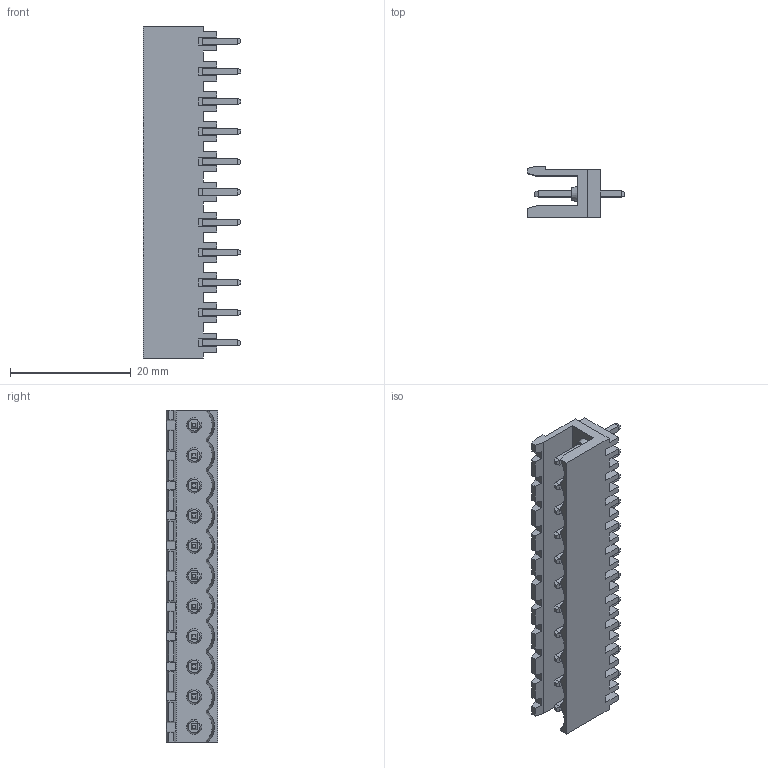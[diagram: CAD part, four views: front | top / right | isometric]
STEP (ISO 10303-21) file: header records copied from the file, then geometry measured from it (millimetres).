
FILE_DESCRIPTION(('STEP AP214'),'1');
FILE_NAME('PV11-5-V.stp','2021-03-31T15:20:52',(' '),(' '),'Spatial InterOp 3D',' ',' ');
FILE_SCHEMA(('automotive_design'));
Length unit declared in the file: metre
Products named in the file (1): 1
Bounding box: 16.2 x 8.5 x 55 mm (x, y, z)
Volume: 2371.6 mm3; surface area: 4524.3 mm2
Topology: 1 solids, 1 shells, 578 faces, 1466 edges, 937 vertices
Faces by surface type: plane 540, cone 22, cylinder 15, extrusion 1
Entity records: 21445 total; most frequent: CARTESIAN_POINT 3033, ORIENTED_EDGE 2888, DIRECTION 2640, EDGE_CURVE 1444, VECTOR 1358, LINE 1357, VERTEX_POINT 926, AXIS2_PLACEMENT_3D 641
